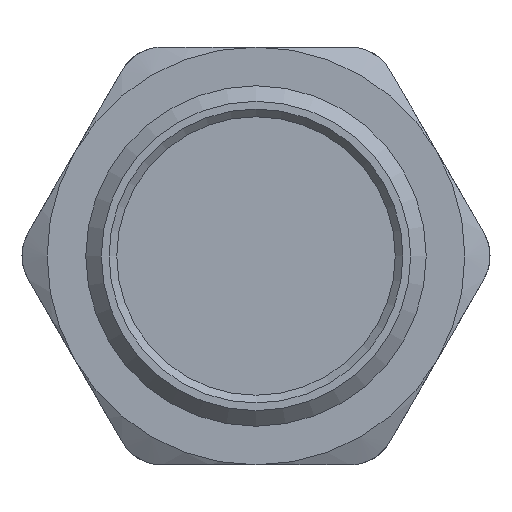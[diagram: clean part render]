
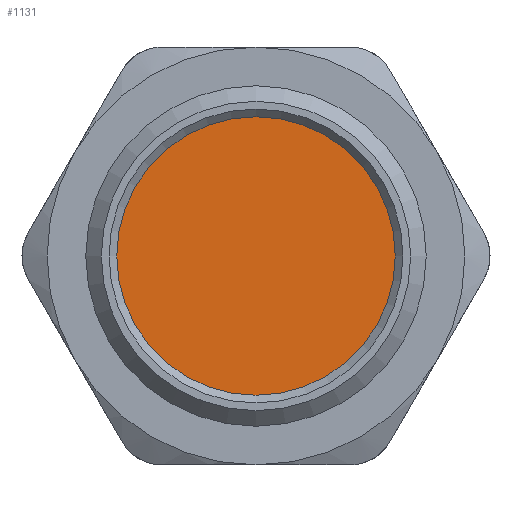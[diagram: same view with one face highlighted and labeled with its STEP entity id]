
A CAD part, front view. The second image highlights one B-rep face of the part: STEP entity #1131.
In plain terms, the highlighted planar face has unit normal (0, -1, 0).
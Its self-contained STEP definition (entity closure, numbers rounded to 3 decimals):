
#126=FACE_OUTER_BOUND('',#196,.T.);
#196=EDGE_LOOP('',(#716));
#391=CIRCLE('',#1231,9.);
#444=VERTEX_POINT('',#1658);
#550=EDGE_CURVE('',#444,#444,#391,.T.);
#716=ORIENTED_EDGE('',*,*,#550,.F.);
#1036=PLANE('',#1230);
#1131=ADVANCED_FACE('',(#126),#1036,.F.);
#1230=AXIS2_PLACEMENT_3D('',#1657,#1362,#1363);
#1231=AXIS2_PLACEMENT_3D('',#1659,#1364,#1365);
#1362=DIRECTION('center_axis',(0.,1.,0.));
#1363=DIRECTION('ref_axis',(0.,0.,1.));
#1364=DIRECTION('center_axis',(0.,1.,0.));
#1365=DIRECTION('ref_axis',(1.,0.,0.));
#1657=CARTESIAN_POINT('Origin',(-3.771,-7.027,0.));
#1658=CARTESIAN_POINT('',(-12.771,-7.027,0.));
#1659=CARTESIAN_POINT('Origin',(-3.771,-7.027,0.));
